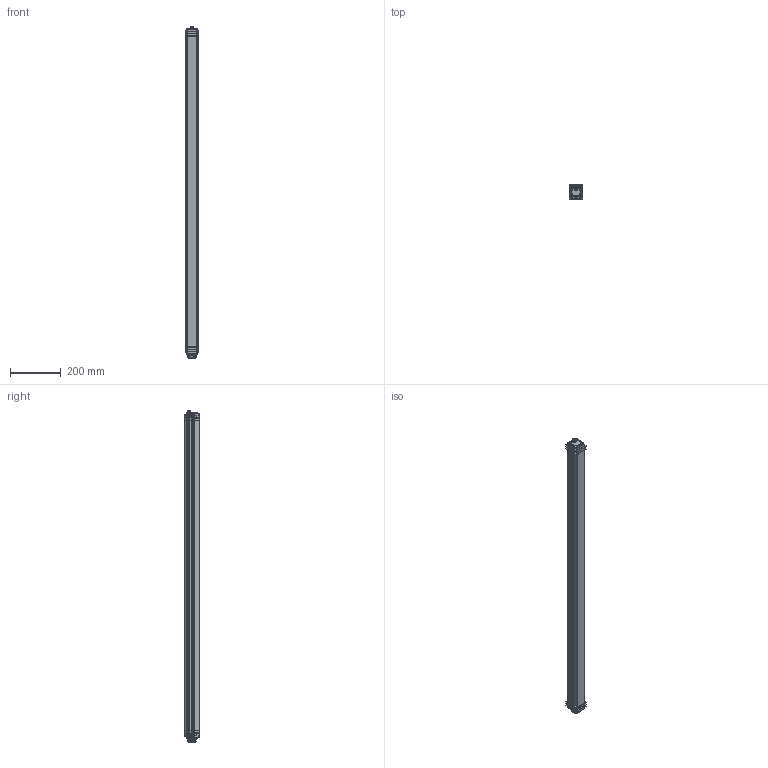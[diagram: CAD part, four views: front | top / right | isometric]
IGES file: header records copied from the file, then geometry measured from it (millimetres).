
Start section:  PTC IGES file: 204802.igs
Global section: file name: 204802.igs; native system: Creo Parametric by PTC Inc.; preprocessor: 2016260; author: pdmadmin; organization: Unknown; date: 20180221.150628; units: millimetre
Bounding box: 54.94 x 59.94 x 1306.53 mm (x, y, z)
Volume: 727358.9 mm3; surface area: 2567235.2 mm2
Topology: 70 solids, 70 shells, 3016 faces, 14427 edges, 17887 vertices
Faces by surface type: bspline 1806, revolution 1164, extrusion 46
